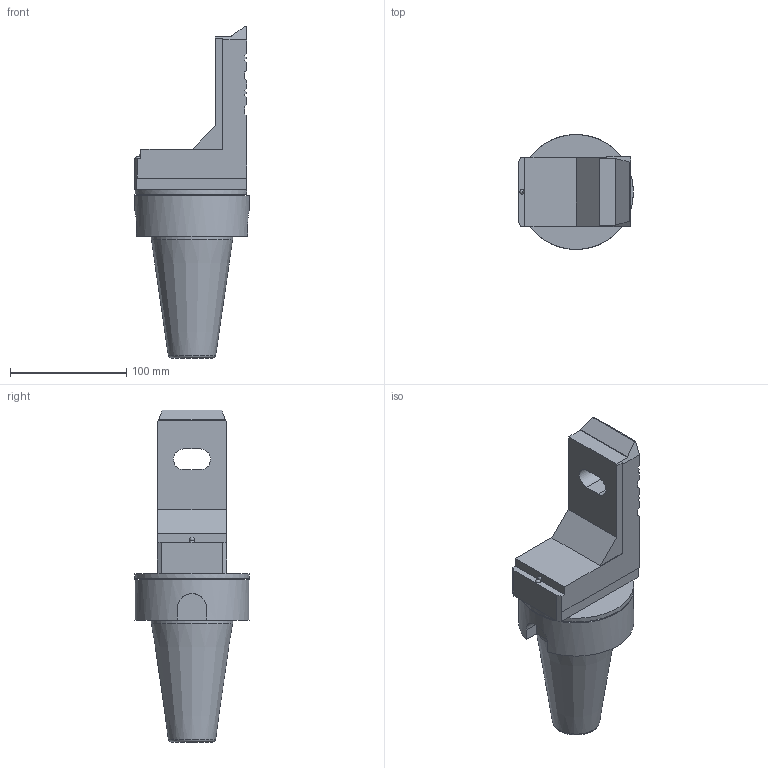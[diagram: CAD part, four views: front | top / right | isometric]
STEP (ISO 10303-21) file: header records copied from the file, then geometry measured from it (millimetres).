
FILE_DESCRIPTION(/* description */ (''),/* implementation_level */ '2;1');
FILE_NAME(/* name */ '12088519-Voreinstelladapter_SK50_MS24-6.1.stp',/* time_stamp */ '2021-03-15T10:12:32+01:00',/* author */ (''),/* organization */ (''),/* preprocessor_version */ 'ST-DEVELOPER v16.7',/* originating_system */ 'SIEMENS PLM Software NX 12.0',/* authorisation */ '');
FILE_SCHEMA (('AUTOMOTIVE_DESIGN { 1 0 10303 214 3 1 1 1 }'));
Length unit declared in the file: millimetre
Products named in the file (1): krei187C6F9Azzl9
Bounding box: 99 x 99 x 285.95 mm (x, y, z)
Volume: 902234.7 mm3; surface area: 78276.1 mm2
Topology: 1 solids, 1 shells, 128 faces, 364 edges, 241 vertices
Faces by surface type: plane 98, cylinder 24, cone 3, sphere 2, torus 1
Full cylindrical faces by diameter (mm): 69.85 x1, 90 x1, 99 x1
Entity records: 4335 total; most frequent: CARTESIAN_POINT 754, ORIENTED_EDGE 708, DIRECTION 692, EDGE_CURVE 354, LINE 262, VECTOR 262, VERTEX_POINT 237, AXIS2_PLACEMENT_3D 215
